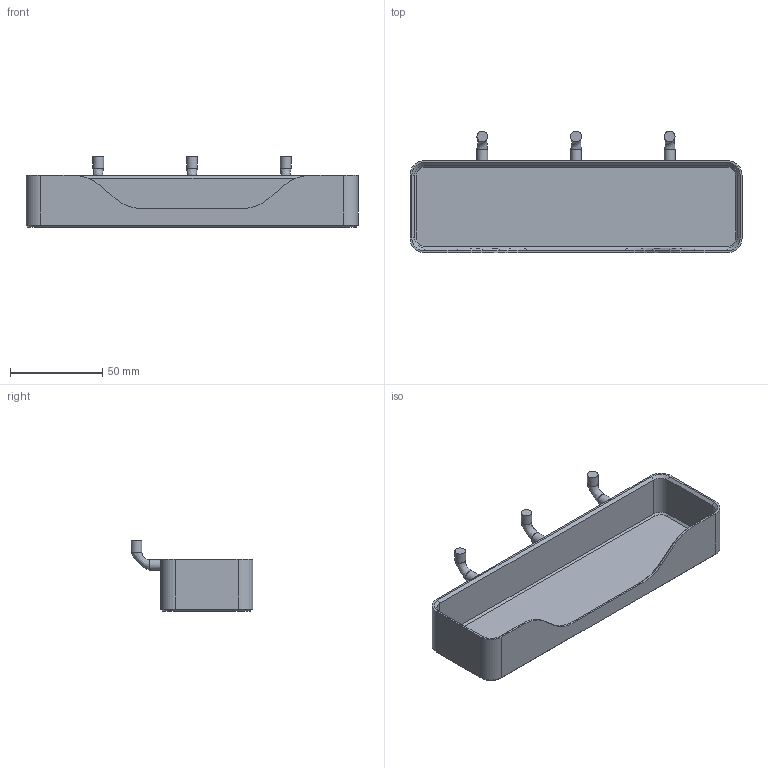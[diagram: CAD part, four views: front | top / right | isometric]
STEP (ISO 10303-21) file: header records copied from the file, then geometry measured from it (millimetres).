
FILE_DESCRIPTION( ( '' ), ' ' );
FILE_NAME( '59f7fa1ff9b55d0e1b9d7dec.step', '2017-10-31T04:20:47', ( '' ), ( '' ), ' ', ' ', ' ' );
FILE_SCHEMA( ( 'AUTOMOTIVE_DESIGN { 1 0 10303 214 1 1 1 1 }' ) );
Length unit declared in the file: metre
Products named in the file (1): 有孔ボードトレイ(25mmピッチ) v1
Bounding box: 180 x 65.9 x 38 mm (x, y, z)
Volume: 51192.6 mm3; surface area: 38136.1 mm2
Topology: 1 solids, 1 shells, 70 faces, 166 edges, 98 vertices
Faces by surface type: plane 33, cylinder 18, cone 16, bspline 3
Full cylindrical faces by diameter (mm): 5.8 x6
Entity records: 3031 total; most frequent: CARTESIAN_POINT 917, DIRECTION 327, ORIENTED_EDGE 302, EDGE_CURVE 151, AXIS2_PLACEMENT_3D 114, LINE 99, VECTOR 99, VERTEX_POINT 92
